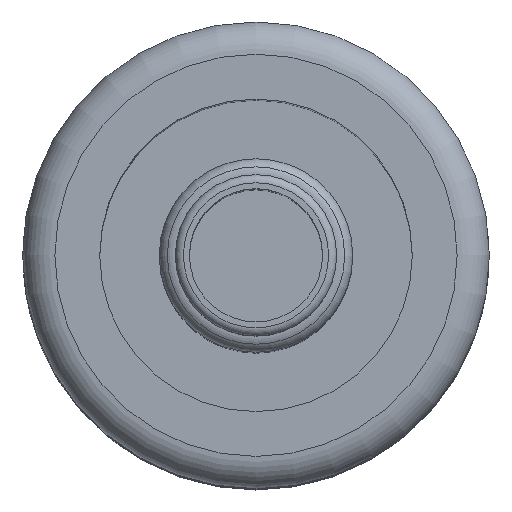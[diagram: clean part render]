
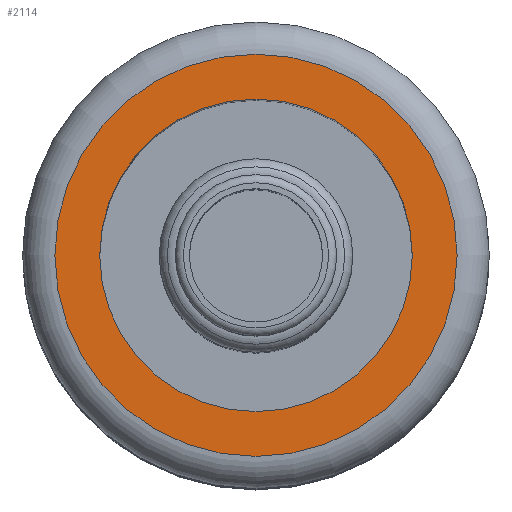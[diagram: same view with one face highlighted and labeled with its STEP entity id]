
A CAD part, top view. The second image highlights one B-rep face of the part: STEP entity #2114.
In plain terms, the highlighted planar face has unit normal (0, 0, 1).
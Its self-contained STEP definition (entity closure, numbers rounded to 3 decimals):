
#51=FACE_BOUND('',#273,.T.);
#66=PLANE('',#2275);
#146=FACE_OUTER_BOUND('',#272,.T.);
#272=EDGE_LOOP('',(#1659));
#273=EDGE_LOOP('',(#1660));
#365=CIRCLE('',#2271,6.235);
#369=CIRCLE('',#2276,4.845);
#897=VERTEX_POINT('',#7969);
#900=VERTEX_POINT('',#7977);
#1170=EDGE_CURVE('',#897,#897,#365,.T.);
#1174=EDGE_CURVE('',#900,#900,#369,.T.);
#1659=ORIENTED_EDGE('',*,*,#1170,.F.);
#1660=ORIENTED_EDGE('',*,*,#1174,.T.);
#2114=ADVANCED_FACE('',(#146,#51),#66,.T.);
#2271=AXIS2_PLACEMENT_3D('',#7970,#2597,#2598);
#2275=AXIS2_PLACEMENT_3D('',#7976,#2605,#2606);
#2276=AXIS2_PLACEMENT_3D('',#7978,#2607,#2608);
#2597=DIRECTION('center_axis',(0.,0.,-1.));
#2598=DIRECTION('ref_axis',(-1.,0.,0.));
#2605=DIRECTION('center_axis',(0.,0.,1.));
#2606=DIRECTION('ref_axis',(-1.,0.,0.));
#2607=DIRECTION('center_axis',(0.,0.,-1.));
#2608=DIRECTION('ref_axis',(-1.,0.,0.));
#7969=CARTESIAN_POINT('',(-6.235,0.,24.34));
#7970=CARTESIAN_POINT('Origin',(0.,0.,24.34));
#7976=CARTESIAN_POINT('Origin',(0.,0.,24.34));
#7977=CARTESIAN_POINT('',(4.845,0.,24.34));
#7978=CARTESIAN_POINT('Origin',(0.,0.,24.34));
